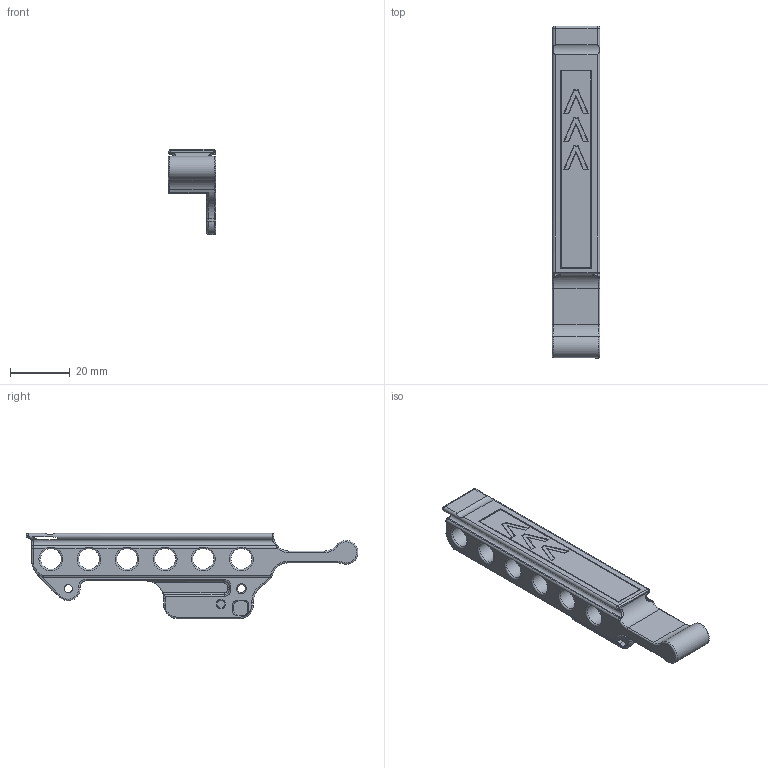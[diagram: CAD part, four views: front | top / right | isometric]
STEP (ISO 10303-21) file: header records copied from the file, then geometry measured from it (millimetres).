
FILE_DESCRIPTION(/* description */ (''),/* implementation_level */ '2;1');
FILE_NAME(/* name */ 'Tray.step',/* time_stamp */ '2021-06-12T14:35:58+02:00',/* author */ (''),/* organization */ (''),/* preprocessor_version */ 'ST-DEVELOPER v18.1',/* originating_system */ 'Autodesk Translation Framework v10.9.0.1377',/* authorisation */ '');
FILE_SCHEMA (('AUTOMOTIVE_DESIGN { 1 0 10303 214 3 1 1 }'));
Length unit declared in the file: millimetre
Products named in the file (1): Tray (1)
Bounding box: 16 x 111.26 x 28.56 mm (x, y, z)
Volume: 17872.4 mm3; surface area: 10065.6 mm2
Topology: 3 solids, 3 shells, 258 faces, 667 edges, 409 vertices
Faces by surface type: cylinder 115, torus 64, plane 46, bspline 25, sphere 8
Full cylindrical faces by diameter (mm): 2.7 x2, 3.5 x2, 4.6 x2, 6 x2, 7 x6
Entity records: 8984 total; most frequent: CARTESIAN_POINT 2559, DIRECTION 1417, ORIENTED_EDGE 1334, EDGE_CURVE 667, AXIS2_PLACEMENT_3D 593, VERTEX_POINT 409, CIRCLE 318, EDGE_LOOP 274
